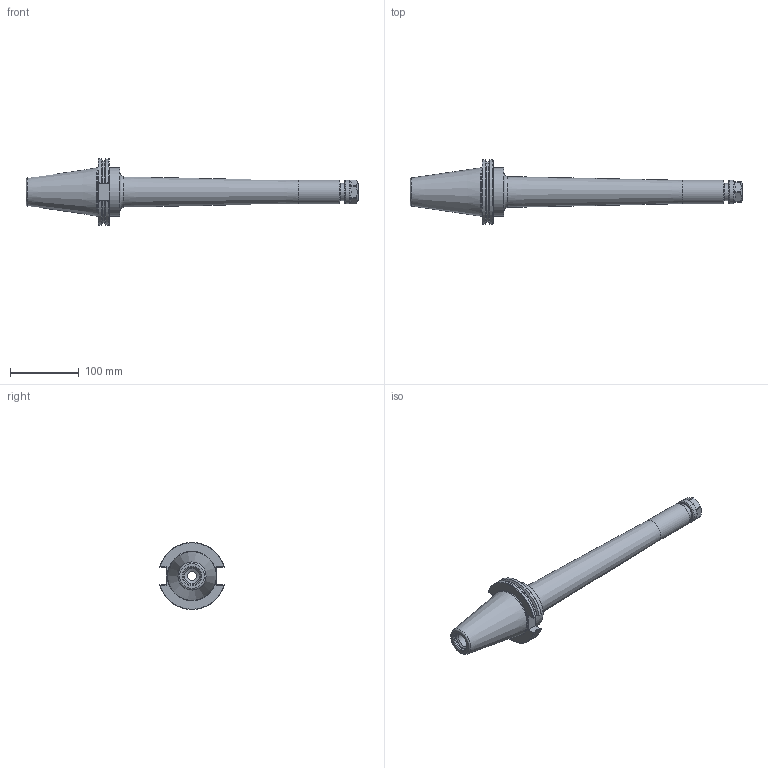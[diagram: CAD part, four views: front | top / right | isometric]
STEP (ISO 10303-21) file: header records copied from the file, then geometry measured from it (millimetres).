
FILE_DESCRIPTION(/* description */ (''),/* implementation_level */ '2;1');
FILE_NAME(/* name */ 'CAT50-ER20H-1500.stp',/* time_stamp */ '2019-05-31T16:04:32-05:00',/* author */ ('ldfli'),/* organization */ (''),/* preprocessor_version */ 'ST-DEVELOPER v18',/* originating_system */ 'Autodesk Inventor LT',/* authorisation */ '');
FILE_SCHEMA (('AUTOMOTIVE_DESIGN { 1 0 10303 214 3 1 1 }'));
Length unit declared in the file: millimetre
Products named in the file (1): CAT50-ER20H-1500
Bounding box: 482.62 x 93.8 x 97.14 mm (x, y, z)
Volume: 738740.5 mm3; surface area: 102465 mm2
Topology: 2 solids, 2 shells, 114 faces, 344 edges, 241 vertices
Faces by surface type: plane 48, cone 25, cylinder 21, torus 20
Full cylindrical faces by diameter (mm): 10 x1, 12.751 x1, 14.5 x1, 15.71 x1, 18.708 x1, 22.225 x1, 23.5 x1, 25 x1, 26 x1, 26.2 x1, 26.7 x1, 34 x2, 69.85 x1, 70.2 x1
Entity records: 4049 total; most frequent: CARTESIAN_POINT 867, DIRECTION 691, ORIENTED_EDGE 688, EDGE_CURVE 344, AXIS2_PLACEMENT_3D 292, VERTEX_POINT 241, CIRCLE 177, EDGE_LOOP 125
